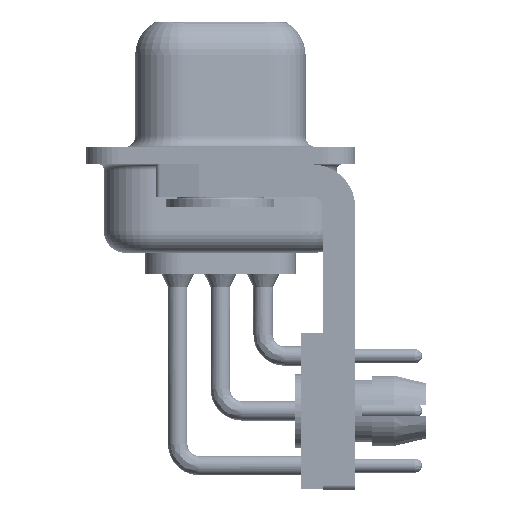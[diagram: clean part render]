
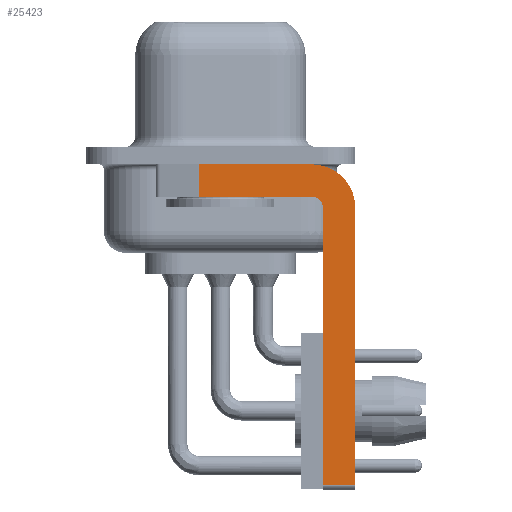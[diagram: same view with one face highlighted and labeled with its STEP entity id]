
A CAD part, left-side view. The second image highlights one B-rep face of the part: STEP entity #25423.
In plain terms, the highlighted planar face has unit normal (-1, 0, 0).
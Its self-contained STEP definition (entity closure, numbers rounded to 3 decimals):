
#132 = VECTOR ( 'NONE', #28208, 1000. ) ;
#384 = CARTESIAN_POINT ( 'NONE',  ( -2.9, -4.25, -2.4 ) ) ;
#436 = CARTESIAN_POINT ( 'NONE',  ( -2.9, -4.25, -15.25 ) ) ;
#1388 = LINE ( 'NONE', #436, #28207 ) ;
#1460 = VERTEX_POINT ( 'NONE', #27174 ) ;
#1791 = ORIENTED_EDGE ( 'NONE', *, *, #31650, .F. ) ;
#1838 = EDGE_CURVE ( 'NONE', #27074, #10162, #18455, .T. ) ;
#2532 = VERTEX_POINT ( 'NONE', #13742 ) ;
#3787 = CARTESIAN_POINT ( 'NONE',  ( -2.9, 0.978, -1.9 ) ) ;
#3960 = DIRECTION ( 'NONE',  ( 0., 0., -1. ) ) ;
#6686 = AXIS2_PLACEMENT_3D ( 'NONE', #384, #24858, #3960 ) ;
#6882 = EDGE_CURVE ( 'NONE', #1460, #2532, #29034, .T. ) ;
#7019 = VERTEX_POINT ( 'NONE', #21798 ) ;
#8206 = DIRECTION ( 'NONE',  ( 0., -1., 0. ) ) ;
#8706 = VERTEX_POINT ( 'NONE', #45254 ) ;
#8784 = ORIENTED_EDGE ( 'NONE', *, *, #31976, .F. ) ;
#9203 = VECTOR ( 'NONE', #35853, 1000. ) ;
#9278 = ORIENTED_EDGE ( 'NONE', *, *, #30277, .F. ) ;
#10162 = VERTEX_POINT ( 'NONE', #24342 ) ;
#10205 = ORIENTED_EDGE ( 'NONE', *, *, #26695, .T. ) ;
#10360 = FACE_OUTER_BOUND ( 'NONE', #20654, .T. ) ;
#12274 = DIRECTION ( 'NONE',  ( -1., 0., 0. ) ) ;
#13742 = CARTESIAN_POINT ( 'NONE',  ( -2.9, 0.978, -1.9 ) ) ;
#13830 = ORIENTED_EDGE ( 'NONE', *, *, #28569, .F. ) ;
#14189 = CARTESIAN_POINT ( 'NONE',  ( -2.9, -4.25, -1.9 ) ) ;
#14394 = DIRECTION ( 'NONE',  ( 0., -1., 0. ) ) ;
#14427 = LINE ( 'NONE', #29031, #21489 ) ;
#17595 = ORIENTED_EDGE ( 'NONE', *, *, #6882, .F. ) ;
#18455 = LINE ( 'NONE', #22590, #9203 ) ;
#18786 = LINE ( 'NONE', #3787, #132 ) ;
#18905 = CARTESIAN_POINT ( 'NONE',  ( -2.9, -4.25, -2.4 ) ) ;
#20228 = AXIS2_PLACEMENT_3D ( 'NONE', #18905, #43311, #22385 ) ;
#20654 = EDGE_LOOP ( 'NONE', ( #13830, #21238, #17595, #1791, #30124, #10205, #8784, #9278 ) ) ;
#21176 = DIRECTION ( 'NONE',  ( 0., 1., 0. ) ) ;
#21238 = ORIENTED_EDGE ( 'NONE', *, *, #35978, .T. ) ;
#21489 = VECTOR ( 'NONE', #8206, 1000. ) ;
#21798 = CARTESIAN_POINT ( 'NONE',  ( -2.9, -6.25, -2.4 ) ) ;
#22385 = DIRECTION ( 'NONE',  ( 0., 0., -1. ) ) ;
#22590 = CARTESIAN_POINT ( 'NONE',  ( -2.9, -4.75, -15.5 ) ) ;
#23521 = CARTESIAN_POINT ( 'NONE',  ( -2.9, -4.75, -15.25 ) ) ;
#23575 = VECTOR ( 'NONE', #21176, 1000. ) ;
#24342 = CARTESIAN_POINT ( 'NONE',  ( -2.9, -4.75, -2.4 ) ) ;
#24858 = DIRECTION ( 'NONE',  ( 1., 0., 0. ) ) ;
#25002 = VERTEX_POINT ( 'NONE', #44485 ) ;
#25423 = ADVANCED_FACE ( 'NONE', ( #10360 ), #36193, .F. ) ;
#25678 = VECTOR ( 'NONE', #41816, 1000. ) ;
#26695 = EDGE_CURVE ( 'NONE', #27074, #25002, #1388, .T. ) ;
#27074 = VERTEX_POINT ( 'NONE', #23521 ) ;
#27174 = CARTESIAN_POINT ( 'NONE',  ( -2.9, -4.25, -1.9 ) ) ;
#27770 = CARTESIAN_POINT ( 'NONE',  ( -2.9, -6.25, -2.4 ) ) ;
#28207 = VECTOR ( 'NONE', #14394, 1000. ) ;
#28208 = DIRECTION ( 'NONE',  ( 0., 0., -1. ) ) ;
#28569 = EDGE_CURVE ( 'NONE', #36400, #8706, #14427, .T. ) ;
#29031 = CARTESIAN_POINT ( 'NONE',  ( -2.9, 3., -0.4 ) ) ;
#29034 = LINE ( 'NONE', #14189, #23575 ) ;
#30124 = ORIENTED_EDGE ( 'NONE', *, *, #1838, .F. ) ;
#30277 = EDGE_CURVE ( 'NONE', #8706, #7019, #33350, .T. ) ;
#30349 = AXIS2_PLACEMENT_3D ( 'NONE', #33074, #12274, #36574 ) ;
#31650 = EDGE_CURVE ( 'NONE', #10162, #1460, #35441, .T. ) ;
#31976 = EDGE_CURVE ( 'NONE', #7019, #25002, #33795, .T. ) ;
#33074 = CARTESIAN_POINT ( 'NONE',  ( -2.9, -4.25, -2.4 ) ) ;
#33350 = CIRCLE ( 'NONE', #6686, 2. ) ;
#33795 = LINE ( 'NONE', #27770, #25678 ) ;
#35441 = CIRCLE ( 'NONE', #30349, 0.5 ) ;
#35853 = DIRECTION ( 'NONE',  ( 0., 0., 1. ) ) ;
#35978 = EDGE_CURVE ( 'NONE', #36400, #2532, #18786, .T. ) ;
#36193 = PLANE ( 'NONE',  #20228 ) ;
#36400 = VERTEX_POINT ( 'NONE', #44885 ) ;
#36574 = DIRECTION ( 'NONE',  ( 0., 0., 1. ) ) ;
#41816 = DIRECTION ( 'NONE',  ( 0., 0., -1. ) ) ;
#43311 = DIRECTION ( 'NONE',  ( 1., 0., 0. ) ) ;
#44485 = CARTESIAN_POINT ( 'NONE',  ( -2.9, -6.25, -15.25 ) ) ;
#44885 = CARTESIAN_POINT ( 'NONE',  ( -2.9, 0.978, -0.4 ) ) ;
#45254 = CARTESIAN_POINT ( 'NONE',  ( -2.9, -4.25, -0.4 ) ) ;
